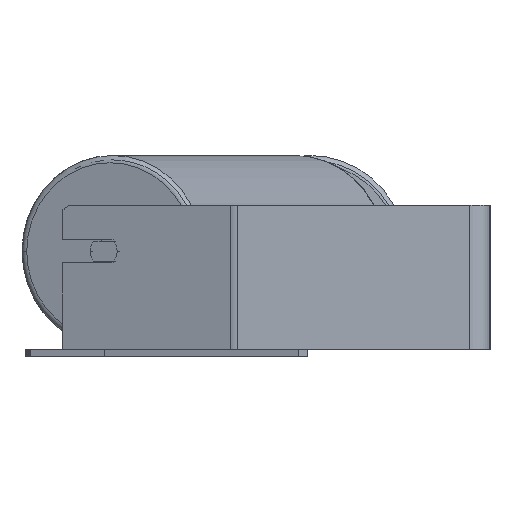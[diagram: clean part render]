
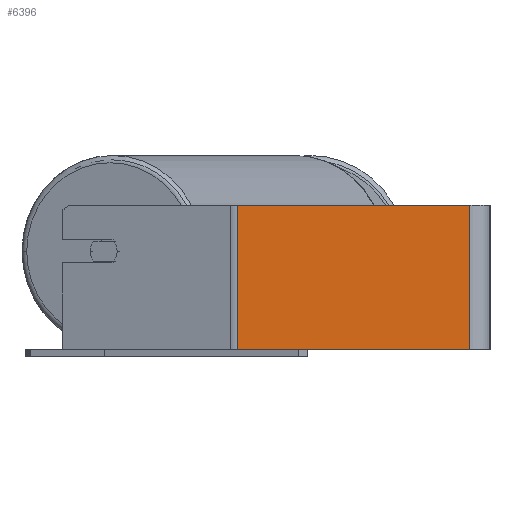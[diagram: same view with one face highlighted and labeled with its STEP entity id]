
A CAD part, left-side view. The second image highlights one B-rep face of the part: STEP entity #6396.
In plain terms, the highlighted planar face has unit normal (-1, 0, 0).
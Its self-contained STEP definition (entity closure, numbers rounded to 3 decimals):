
#170 = LINE ( 'NONE', #7126, #5650 ) ;
#234 = EDGE_CURVE ( 'NONE', #5700, #4542, #6762, .T. ) ;
#464 = ORIENTED_EDGE ( 'NONE', *, *, #933, .T. ) ;
#548 = VECTOR ( 'NONE', #2001, 1000. ) ;
#812 = DIRECTION ( 'NONE',  ( 0., -1., 0. ) ) ;
#933 = EDGE_CURVE ( 'NONE', #5238, #5700, #8960, .T. ) ;
#1094 = DIRECTION ( 'NONE',  ( 0., 0., -1. ) ) ;
#2001 = DIRECTION ( 'NONE',  ( 0., 0., -1. ) ) ;
#2341 = CARTESIAN_POINT ( 'NONE',  ( -630., 14., 50. ) ) ;
#2568 = FACE_OUTER_BOUND ( 'NONE', #3397, .T. ) ;
#3011 = EDGE_CURVE ( 'NONE', #8730, #4542, #6767, .T. ) ;
#3230 = ORIENTED_EDGE ( 'NONE', *, *, #7805, .F. ) ;
#3397 = EDGE_LOOP ( 'NONE', ( #4713, #8055, #3230, #464 ) ) ;
#3931 = CARTESIAN_POINT ( 'NONE',  ( -630., 177.577, -50. ) ) ;
#3937 = DIRECTION ( 'NONE',  ( 0., 0., -1. ) ) ;
#4542 = VERTEX_POINT ( 'NONE', #7566 ) ;
#4667 = DIRECTION ( 'NONE',  ( 0., -1., 0. ) ) ;
#4713 = ORIENTED_EDGE ( 'NONE', *, *, #234, .T. ) ;
#5238 = VERTEX_POINT ( 'NONE', #8835 ) ;
#5247 = VECTOR ( 'NONE', #4667, 1000. ) ;
#5650 = VECTOR ( 'NONE', #812, 1000. ) ;
#5700 = VERTEX_POINT ( 'NONE', #6287 ) ;
#5901 = PLANE ( 'NONE',  #5904 ) ;
#5904 = AXIS2_PLACEMENT_3D ( 'NONE', #8176, #6804, #1094 ) ;
#5948 = CARTESIAN_POINT ( 'NONE',  ( -630., 14., 50. ) ) ;
#6006 = VECTOR ( 'NONE', #3937, 1000. ) ;
#6287 = CARTESIAN_POINT ( 'NONE',  ( -630., 175.108, -50. ) ) ;
#6396 = ADVANCED_FACE ( 'NONE', ( #2568 ), #5901, .F. ) ;
#6762 = LINE ( 'NONE', #3931, #5247 ) ;
#6767 = LINE ( 'NONE', #5948, #6006 ) ;
#6804 = DIRECTION ( 'NONE',  ( 1., 0., 0. ) ) ;
#7126 = CARTESIAN_POINT ( 'NONE',  ( -630., 177.577, 50. ) ) ;
#7566 = CARTESIAN_POINT ( 'NONE',  ( -630., 14., -50. ) ) ;
#7805 = EDGE_CURVE ( 'NONE', #5238, #8730, #170, .T. ) ;
#8055 = ORIENTED_EDGE ( 'NONE', *, *, #3011, .F. ) ;
#8176 = CARTESIAN_POINT ( 'NONE',  ( -630., 177.577, 50. ) ) ;
#8402 = CARTESIAN_POINT ( 'NONE',  ( -630., 175.108, 50. ) ) ;
#8730 = VERTEX_POINT ( 'NONE', #2341 ) ;
#8835 = CARTESIAN_POINT ( 'NONE',  ( -630., 175.108, 50. ) ) ;
#8960 = LINE ( 'NONE', #8402, #548 ) ;
